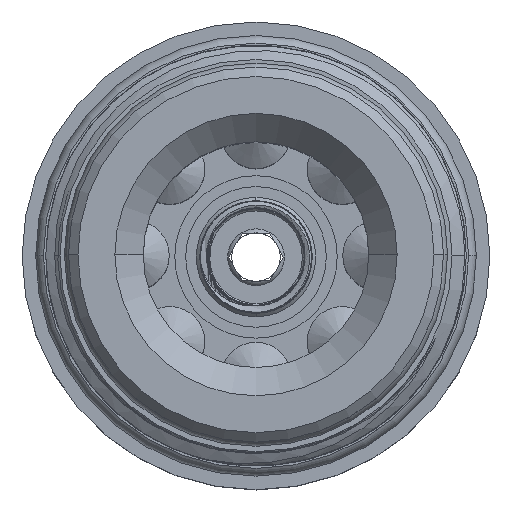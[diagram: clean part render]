
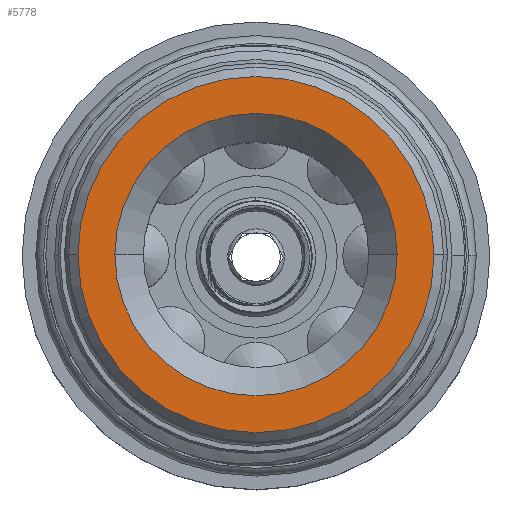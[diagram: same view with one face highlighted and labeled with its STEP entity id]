
A CAD part, top view. The second image highlights one B-rep face of the part: STEP entity #5778.
In plain terms, the highlighted planar face has unit normal (0, 0, 1).
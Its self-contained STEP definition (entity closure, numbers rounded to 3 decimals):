
#674 = AXIS2_PLACEMENT_3D ( 'NONE', #5523, #5519, #5520 ) ;
#772 = AXIS2_PLACEMENT_3D ( 'NONE', #11944, #11805, #11974 ) ;
#781 = AXIS2_PLACEMENT_3D ( 'NONE', #5612, #5648, #5478 ) ;
#1053 = CARTESIAN_POINT ( 'NONE',  ( 0., 0., 121.242 ) ) ;
#1059 = PLANE ( 'NONE',  #11723 ) ;
#1061 = DIRECTION ( 'NONE',  ( 0., 0., -1. ) ) ;
#1062 = DIRECTION ( 'NONE',  ( -1., 0., 0. ) ) ;
#1728 = FACE_BOUND ( 'NONE', #6516, .T. ) ;
#2248 = FACE_OUTER_BOUND ( 'NONE', #6739, .T. ) ;
#3086 = EDGE_CURVE ( 'NONE', #7211, #7040, #6405, .T. ) ;
#3099 = EDGE_CURVE ( 'NONE', #7288, #7212, #6504, .T. ) ;
#3132 = EDGE_CURVE ( 'NONE', #7212, #7288, #6483, .T. ) ;
#3306 = EDGE_CURVE ( 'NONE', #7040, #7211, #6313, .T. ) ;
#3643 = ORIENTED_EDGE ( 'NONE', *, *, #3086, .T. ) ;
#3864 = ORIENTED_EDGE ( 'NONE', *, *, #3132, .T. ) ;
#4215 = ORIENTED_EDGE ( 'NONE', *, *, #3306, .T. ) ;
#4319 = ORIENTED_EDGE ( 'NONE', *, *, #3099, .T. ) ;
#4902 = CARTESIAN_POINT ( 'NONE',  ( 0., 0., 121.242 ) ) ;
#4903 = DIRECTION ( 'NONE',  ( 0., 0., 1. ) ) ;
#4904 = DIRECTION ( 'NONE',  ( -1., 0., 0. ) ) ;
#5478 = DIRECTION ( 'NONE',  ( -1., 0., 0. ) ) ;
#5519 = DIRECTION ( 'NONE',  ( 0., 0., -1. ) ) ;
#5520 = DIRECTION ( 'NONE',  ( -1., 0., 0. ) ) ;
#5523 = CARTESIAN_POINT ( 'NONE',  ( 0., 0., 121.242 ) ) ;
#5612 = CARTESIAN_POINT ( 'NONE',  ( 0., 0., 121.242 ) ) ;
#5648 = DIRECTION ( 'NONE',  ( 0., 0., 1. ) ) ;
#5778 = ADVANCED_FACE ( 'NONE', ( #2248, #1728 ), #1059, .F. ) ;
#6313 = CIRCLE ( 'NONE', #9142, 15.075 ) ;
#6405 = CIRCLE ( 'NONE', #781, 15.075 ) ;
#6483 = CIRCLE ( 'NONE', #772, 11.95 ) ;
#6504 = CIRCLE ( 'NONE', #674, 11.95 ) ;
#6516 = EDGE_LOOP ( 'NONE', ( #3864, #4319 ) ) ;
#6739 = EDGE_LOOP ( 'NONE', ( #4215, #3643 ) ) ;
#7040 = VERTEX_POINT ( 'NONE', #9688 ) ;
#7211 = VERTEX_POINT ( 'NONE', #9859 ) ;
#7212 = VERTEX_POINT ( 'NONE', #9860 ) ;
#7288 = VERTEX_POINT ( 'NONE', #9935 ) ;
#9142 = AXIS2_PLACEMENT_3D ( 'NONE', #4902, #4903, #4904 ) ;
#9688 = CARTESIAN_POINT ( 'NONE',  ( -15.075, 0., 121.242 ) ) ;
#9859 = CARTESIAN_POINT ( 'NONE',  ( 15.075, 0., 121.242 ) ) ;
#9860 = CARTESIAN_POINT ( 'NONE',  ( 11.95, 0., 121.242 ) ) ;
#9935 = CARTESIAN_POINT ( 'NONE',  ( -11.95, 0., 121.242 ) ) ;
#11723 = AXIS2_PLACEMENT_3D ( 'NONE', #1053, #1061, #1062 ) ;
#11805 = DIRECTION ( 'NONE',  ( 0., 0., -1. ) ) ;
#11944 = CARTESIAN_POINT ( 'NONE',  ( 0., 0., 121.242 ) ) ;
#11974 = DIRECTION ( 'NONE',  ( -1., 0., 0. ) ) ;
